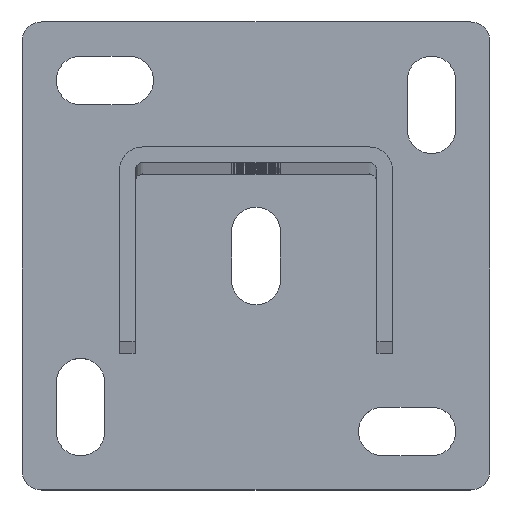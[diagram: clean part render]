
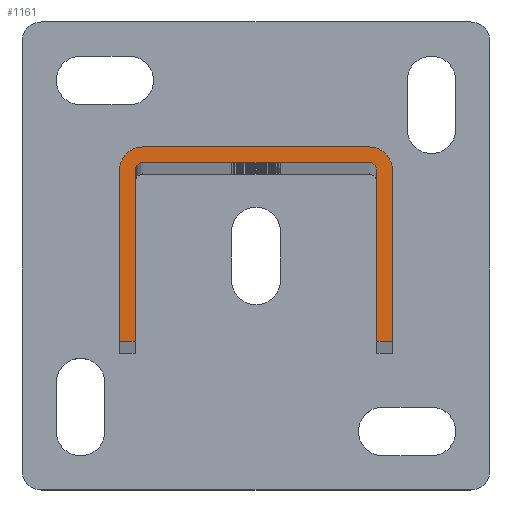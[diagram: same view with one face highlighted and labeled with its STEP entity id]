
A CAD part, top view. The second image highlights one B-rep face of the part: STEP entity #1161.
In plain terms, the highlighted planar face has unit normal (0, 0, 1).
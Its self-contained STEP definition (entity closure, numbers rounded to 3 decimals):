
#95 = LINE ( 'NONE', #9160, #14633 ) ;
#276 = VECTOR ( 'NONE', #9059, 1000. ) ;
#330 = EDGE_LOOP ( 'NONE', ( #12085, #6425, #4368, #10508, #8337, #6010, #6971, #11619, #4985, #16365, #8134, #3532 ) ) ;
#345 = CIRCLE ( 'NONE', #11276, 2. ) ;
#391 = CARTESIAN_POINT ( 'NONE',  ( 35., 19., 1708. ) ) ;
#746 = LINE ( 'NONE', #2513, #14286 ) ;
#769 = DIRECTION ( 'NONE',  ( -1., 0., 0. ) ) ;
#871 = CARTESIAN_POINT ( 'NONE',  ( 29., 21., 1708. ) ) ;
#942 = VERTEX_POINT ( 'NONE', #15445 ) ;
#947 = EDGE_CURVE ( 'NONE', #16232, #9420, #9362, .T. ) ;
#1161 = ADVANCED_FACE ( 'NONE', ( #15938 ), #6906, .F. ) ;
#1269 = CARTESIAN_POINT ( 'NONE',  ( 35., 19., 1708. ) ) ;
#1530 = AXIS2_PLACEMENT_3D ( 'NONE', #15655, #15951, #8271 ) ;
#1637 = LINE ( 'NONE', #13287, #276 ) ;
#1735 = CIRCLE ( 'NONE', #11725, 6. ) ;
#1875 = DIRECTION ( 'NONE',  ( 0., 0., -1. ) ) ;
#2355 = DIRECTION ( 'NONE',  ( 0., -1., 0. ) ) ;
#2513 = CARTESIAN_POINT ( 'NONE',  ( -29., 25., 1708. ) ) ;
#2518 = CARTESIAN_POINT ( 'NONE',  ( 29., 19., 1708. ) ) ;
#2647 = DIRECTION ( 'NONE',  ( 0., 0., -1. ) ) ;
#3304 = EDGE_CURVE ( 'NONE', #942, #15239, #15301, .T. ) ;
#3352 = VERTEX_POINT ( 'NONE', #7715 ) ;
#3532 = ORIENTED_EDGE ( 'NONE', *, *, #12964, .T. ) ;
#3966 = VERTEX_POINT ( 'NONE', #9978 ) ;
#4368 = ORIENTED_EDGE ( 'NONE', *, *, #9260, .F. ) ;
#4985 = ORIENTED_EDGE ( 'NONE', *, *, #10652, .T. ) ;
#5139 = CARTESIAN_POINT ( 'NONE',  ( -29., 21., 1708. ) ) ;
#5696 = EDGE_CURVE ( 'NONE', #14918, #942, #746, .T. ) ;
#6010 = ORIENTED_EDGE ( 'NONE', *, *, #16173, .F. ) ;
#6163 = CARTESIAN_POINT ( 'NONE',  ( -29., 21., 1708. ) ) ;
#6331 = CARTESIAN_POINT ( 'NONE',  ( -35., 19., 1708. ) ) ;
#6355 = CARTESIAN_POINT ( 'NONE',  ( -29., 19., 1708. ) ) ;
#6425 = ORIENTED_EDGE ( 'NONE', *, *, #9088, .F. ) ;
#6467 = VERTEX_POINT ( 'NONE', #10354 ) ;
#6486 = VECTOR ( 'NONE', #14164, 1000. ) ;
#6695 = DIRECTION ( 'NONE',  ( 1., 0., 0. ) ) ;
#6696 = EDGE_CURVE ( 'NONE', #14382, #3966, #9659, .T. ) ;
#6906 = PLANE ( 'NONE',  #17153 ) ;
#6971 = ORIENTED_EDGE ( 'NONE', *, *, #9454, .F. ) ;
#7466 = CARTESIAN_POINT ( 'NONE',  ( -31., -25., 1708. ) ) ;
#7715 = CARTESIAN_POINT ( 'NONE',  ( -31., 19., 1708. ) ) ;
#7892 = DIRECTION ( 'NONE',  ( 0., -1., 0. ) ) ;
#7942 = VECTOR ( 'NONE', #769, 1000. ) ;
#8134 = ORIENTED_EDGE ( 'NONE', *, *, #947, .T. ) ;
#8271 = DIRECTION ( 'NONE',  ( 1., 0., 0. ) ) ;
#8337 = ORIENTED_EDGE ( 'NONE', *, *, #5696, .F. ) ;
#8978 = DIRECTION ( 'NONE',  ( -1., 0., 0. ) ) ;
#8985 = VECTOR ( 'NONE', #7892, 1000. ) ;
#9059 = DIRECTION ( 'NONE',  ( 0., 1., 0. ) ) ;
#9088 = EDGE_CURVE ( 'NONE', #6467, #14339, #95, .T. ) ;
#9160 = CARTESIAN_POINT ( 'NONE',  ( 35., -25., 1708. ) ) ;
#9260 = EDGE_CURVE ( 'NONE', #15239, #6467, #15561, .T. ) ;
#9320 = CIRCLE ( 'NONE', #1530, 2. ) ;
#9357 = DIRECTION ( 'NONE',  ( 0., 1., 0. ) ) ;
#9362 = LINE ( 'NONE', #5139, #6486 ) ;
#9420 = VERTEX_POINT ( 'NONE', #871 ) ;
#9454 = EDGE_CURVE ( 'NONE', #3966, #19198, #1637, .T. ) ;
#9659 = LINE ( 'NONE', #14180, #7942 ) ;
#9773 = CARTESIAN_POINT ( 'NONE',  ( 31., 19., 1708. ) ) ;
#9978 = CARTESIAN_POINT ( 'NONE',  ( -35., -25., 1708. ) ) ;
#10354 = CARTESIAN_POINT ( 'NONE',  ( 35., -25., 1708. ) ) ;
#10508 = ORIENTED_EDGE ( 'NONE', *, *, #3304, .F. ) ;
#10652 = EDGE_CURVE ( 'NONE', #14382, #3352, #16536, .T. ) ;
#11276 = AXIS2_PLACEMENT_3D ( 'NONE', #11663, #2647, #17746 ) ;
#11463 = LINE ( 'NONE', #9773, #16473 ) ;
#11619 = ORIENTED_EDGE ( 'NONE', *, *, #6696, .F. ) ;
#11663 = CARTESIAN_POINT ( 'NONE',  ( -29., 19., 1708. ) ) ;
#11725 = AXIS2_PLACEMENT_3D ( 'NONE', #6355, #12258, #16762 ) ;
#12085 = ORIENTED_EDGE ( 'NONE', *, *, #18436, .T. ) ;
#12231 = VERTEX_POINT ( 'NONE', #13851 ) ;
#12258 = DIRECTION ( 'NONE',  ( 0., 0., -1. ) ) ;
#12964 = EDGE_CURVE ( 'NONE', #9420, #12231, #9320, .T. ) ;
#13287 = CARTESIAN_POINT ( 'NONE',  ( -35., -25., 1708. ) ) ;
#13583 = CARTESIAN_POINT ( 'NONE',  ( -31., -25., 1708. ) ) ;
#13826 = CARTESIAN_POINT ( 'NONE',  ( -29., 25., 1708. ) ) ;
#13851 = CARTESIAN_POINT ( 'NONE',  ( 31., 19., 1708. ) ) ;
#14164 = DIRECTION ( 'NONE',  ( 1., 0., 0. ) ) ;
#14180 = CARTESIAN_POINT ( 'NONE',  ( -31., -25., 1708. ) ) ;
#14286 = VECTOR ( 'NONE', #6695, 1000. ) ;
#14339 = VERTEX_POINT ( 'NONE', #19332 ) ;
#14382 = VERTEX_POINT ( 'NONE', #7466 ) ;
#14633 = VECTOR ( 'NONE', #8978, 1000. ) ;
#14722 = EDGE_CURVE ( 'NONE', #3352, #16232, #345, .T. ) ;
#14918 = VERTEX_POINT ( 'NONE', #13826 ) ;
#15239 = VERTEX_POINT ( 'NONE', #1269 ) ;
#15290 = CARTESIAN_POINT ( 'NONE',  ( 29., 19., 1708. ) ) ;
#15301 = CIRCLE ( 'NONE', #19355, 6. ) ;
#15445 = CARTESIAN_POINT ( 'NONE',  ( 29., 25., 1708. ) ) ;
#15561 = LINE ( 'NONE', #391, #8985 ) ;
#15655 = CARTESIAN_POINT ( 'NONE',  ( 29., 19., 1708. ) ) ;
#15938 = FACE_OUTER_BOUND ( 'NONE', #330, .T. ) ;
#15951 = DIRECTION ( 'NONE',  ( 0., 0., -1. ) ) ;
#16173 = EDGE_CURVE ( 'NONE', #19198, #14918, #1735, .T. ) ;
#16232 = VERTEX_POINT ( 'NONE', #6163 ) ;
#16365 = ORIENTED_EDGE ( 'NONE', *, *, #14722, .T. ) ;
#16473 = VECTOR ( 'NONE', #2355, 1000. ) ;
#16536 = LINE ( 'NONE', #13583, #19188 ) ;
#16762 = DIRECTION ( 'NONE',  ( -1., 0., 0. ) ) ;
#16958 = DIRECTION ( 'NONE',  ( -1., 0., 0. ) ) ;
#17153 = AXIS2_PLACEMENT_3D ( 'NONE', #2518, #19155, #17213 ) ;
#17213 = DIRECTION ( 'NONE',  ( -1., 0., 0. ) ) ;
#17746 = DIRECTION ( 'NONE',  ( 1., 0., 0. ) ) ;
#18436 = EDGE_CURVE ( 'NONE', #12231, #14339, #11463, .T. ) ;
#19155 = DIRECTION ( 'NONE',  ( 0., 0., -1. ) ) ;
#19188 = VECTOR ( 'NONE', #9357, 1000. ) ;
#19198 = VERTEX_POINT ( 'NONE', #6331 ) ;
#19332 = CARTESIAN_POINT ( 'NONE',  ( 31., -25., 1708. ) ) ;
#19355 = AXIS2_PLACEMENT_3D ( 'NONE', #15290, #1875, #16958 ) ;
